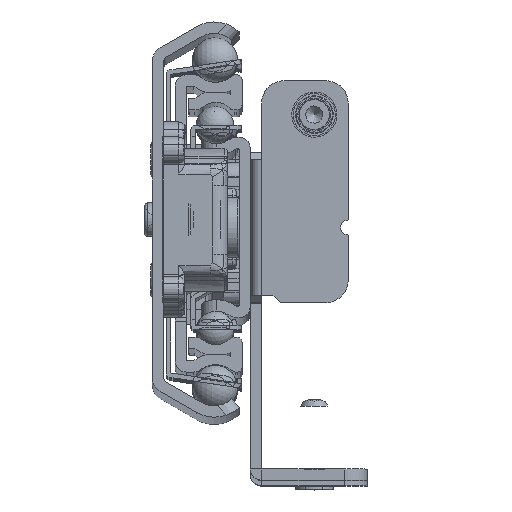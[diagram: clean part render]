
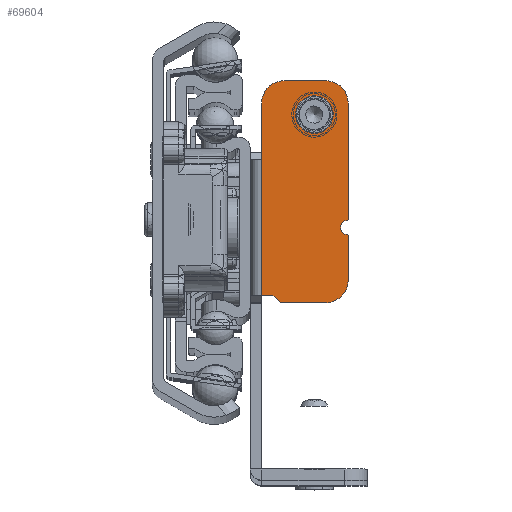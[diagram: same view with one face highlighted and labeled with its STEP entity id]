
A CAD part, top view. The second image highlights one B-rep face of the part: STEP entity #69604.
In plain terms, the highlighted planar face has unit normal (0, 0, 1).
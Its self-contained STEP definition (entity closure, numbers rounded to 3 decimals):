
#3656=FACE_BOUND('',#10177,.T.);
#3852=PLANE('',#73643);
#6534=FACE_OUTER_BOUND('',#10176,.T.);
#10176=EDGE_LOOP('',(#45415,#45416,#45417,#45418,#45419,#45420,#45421,#45422,
#45423,#45424,#45425,#45426));
#10177=EDGE_LOOP('',(#45427));
#13916=LINE('',#98636,#18925);
#13925=LINE('',#98661,#18934);
#13928=LINE('',#98666,#18937);
#13930=LINE('',#98670,#18939);
#13931=LINE('',#98675,#18940);
#13932=LINE('',#98679,#18941);
#13933=LINE('',#98680,#18942);
#13934=LINE('',#98683,#18943);
#18925=VECTOR('',#80480,10.);
#18934=VECTOR('',#80499,10.);
#18937=VECTOR('',#80504,10.);
#18939=VECTOR('',#80508,10.);
#18940=VECTOR('',#80513,10.);
#18941=VECTOR('',#80516,10.);
#18942=VECTOR('',#80517,10.);
#18943=VECTOR('',#80520,10.);
#24029=CIRCLE('',#73631,2.05);
#24030=CIRCLE('',#73633,1.);
#24035=CIRCLE('',#73644,3.);
#24036=CIRCLE('',#73645,3.);
#24037=CIRCLE('',#73646,3.);
#26820=VERTEX_POINT('',#98619);
#26821=VERTEX_POINT('',#98623);
#26822=VERTEX_POINT('',#98624);
#26826=VERTEX_POINT('',#98634);
#26836=VERTEX_POINT('',#98658);
#26837=VERTEX_POINT('',#98660);
#26838=VERTEX_POINT('',#98664);
#26839=VERTEX_POINT('',#98668);
#26840=VERTEX_POINT('',#98672);
#26841=VERTEX_POINT('',#98674);
#26842=VERTEX_POINT('',#98676);
#26843=VERTEX_POINT('',#98678);
#26844=VERTEX_POINT('',#98681);
#34119=EDGE_CURVE('',#26820,#26820,#24029,.T.);
#34120=EDGE_CURVE('',#26821,#26822,#24030,.T.);
#34126=EDGE_CURVE('',#26826,#26821,#13916,.T.);
#34138=EDGE_CURVE('',#26836,#26837,#13925,.T.);
#34141=EDGE_CURVE('',#26838,#26836,#13928,.T.);
#34143=EDGE_CURVE('',#26839,#26838,#13930,.T.);
#34144=EDGE_CURVE('',#26826,#26840,#24035,.T.);
#34145=EDGE_CURVE('',#26841,#26840,#13931,.T.);
#34146=EDGE_CURVE('',#26841,#26842,#24036,.T.);
#34147=EDGE_CURVE('',#26843,#26842,#13932,.T.);
#34148=EDGE_CURVE('',#26837,#26843,#13933,.T.);
#34149=EDGE_CURVE('',#26839,#26844,#24037,.T.);
#34150=EDGE_CURVE('',#26822,#26844,#13934,.T.);
#45415=ORIENTED_EDGE('',*,*,#34120,.F.);
#45416=ORIENTED_EDGE('',*,*,#34126,.F.);
#45417=ORIENTED_EDGE('',*,*,#34144,.T.);
#45418=ORIENTED_EDGE('',*,*,#34145,.F.);
#45419=ORIENTED_EDGE('',*,*,#34146,.T.);
#45420=ORIENTED_EDGE('',*,*,#34147,.F.);
#45421=ORIENTED_EDGE('',*,*,#34148,.F.);
#45422=ORIENTED_EDGE('',*,*,#34138,.F.);
#45423=ORIENTED_EDGE('',*,*,#34141,.F.);
#45424=ORIENTED_EDGE('',*,*,#34143,.F.);
#45425=ORIENTED_EDGE('',*,*,#34149,.T.);
#45426=ORIENTED_EDGE('',*,*,#34150,.F.);
#45427=ORIENTED_EDGE('',*,*,#34119,.F.);
#69604=ADVANCED_FACE('',(#6534,#3656),#3852,.T.);
#73631=AXIS2_PLACEMENT_3D('',#98621,#80466,#80467);
#73633=AXIS2_PLACEMENT_3D('',#98625,#80470,#80471);
#73643=AXIS2_PLACEMENT_3D('',#98671,#80509,#80510);
#73644=AXIS2_PLACEMENT_3D('',#98673,#80511,#80512);
#73645=AXIS2_PLACEMENT_3D('',#98677,#80514,#80515);
#73646=AXIS2_PLACEMENT_3D('',#98682,#80518,#80519);
#80466=DIRECTION('center_axis',(0.,0.,
1.));
#80467=DIRECTION('ref_axis',(-1.,0.,0.));
#80470=DIRECTION('center_axis',(0.,0.,
1.));
#80471=DIRECTION('ref_axis',(0.,-1.,0.));
#80480=DIRECTION('',(0.,-1.,0.));
#80499=DIRECTION('',(-1.,0.,0.));
#80504=DIRECTION('',(-0.707,0.707,0.));
#80508=DIRECTION('',(-1.,0.,0.));
#80509=DIRECTION('center_axis',(0.,0.,
1.));
#80510=DIRECTION('ref_axis',(1.,0.,0.));
#80511=DIRECTION('center_axis',(0.,0.,
1.));
#80512=DIRECTION('ref_axis',(0.707,0.707,0.));
#80513=DIRECTION('',(1.,0.,0.));
#80514=DIRECTION('center_axis',(0.,0.,
1.));
#80515=DIRECTION('ref_axis',(-0.707,0.707,0.));
#80516=DIRECTION('',(0.,1.,0.));
#80517=DIRECTION('',(0.,1.,0.));
#80518=DIRECTION('center_axis',(0.,0.,
1.));
#80519=DIRECTION('ref_axis',(0.707,-0.707,0.));
#80520=DIRECTION('',(0.,-1.,0.));
#98619=CARTESIAN_POINT('',(15.35,15.,-325.5));
#98621=CARTESIAN_POINT('Origin',(13.3,15.,-325.5));
#98623=CARTESIAN_POINT('',(17.8,1.,-325.5));
#98624=CARTESIAN_POINT('',(17.8,-1.,-325.5));
#98625=CARTESIAN_POINT('Origin',(17.8,0.,-325.5));
#98634=CARTESIAN_POINT('',(17.8,16.5,-325.5));
#98636=CARTESIAN_POINT('',(17.8,19.5,-325.5));
#98658=CARTESIAN_POINT('',(7.8,-9.,-325.5));
#98660=CARTESIAN_POINT('',(6.3,-9.,-325.5));
#98661=CARTESIAN_POINT('',(8.916,-9.,-325.5));
#98664=CARTESIAN_POINT('',(8.8,-10.,-325.5));
#98666=CARTESIAN_POINT('',(6.483,-7.683,-325.5));
#98668=CARTESIAN_POINT('',(14.8,-10.,-325.5));
#98670=CARTESIAN_POINT('',(17.8,-10.,-325.5));
#98671=CARTESIAN_POINT('Origin',(11.532,0.,
-325.5));
#98672=CARTESIAN_POINT('',(14.8,19.5,-325.5));
#98673=CARTESIAN_POINT('Origin',(14.8,16.5,-325.5));
#98674=CARTESIAN_POINT('',(9.3,19.5,-325.5));
#98675=CARTESIAN_POINT('',(6.3,19.5,-325.5));
#98676=CARTESIAN_POINT('',(6.3,16.5,-325.5));
#98677=CARTESIAN_POINT('Origin',(9.3,16.5,-325.5));
#98678=CARTESIAN_POINT('',(6.3,9.,-325.5));
#98679=CARTESIAN_POINT('',(6.3,9.,-325.5));
#98680=CARTESIAN_POINT('',(6.3,0.,-325.5));
#98681=CARTESIAN_POINT('',(17.8,-7.,-325.5));
#98682=CARTESIAN_POINT('Origin',(14.8,-7.,-325.5));
#98683=CARTESIAN_POINT('',(17.8,19.5,-325.5));
